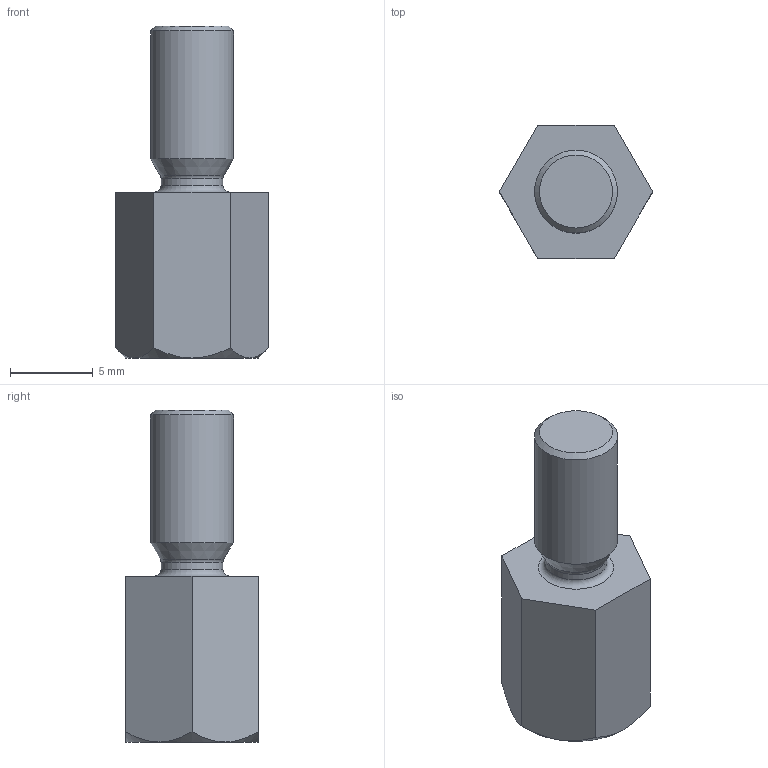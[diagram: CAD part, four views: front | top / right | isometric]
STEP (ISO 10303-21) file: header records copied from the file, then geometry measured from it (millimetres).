
FILE_DESCRIPTION(('CAx-IF Rec.Pracs.---Model Styling and Organization---1.5---2016-08-15','CAx-IF Rec.Pracs.---Geometric and Assembly Validation Properties---4.4---2016-08-17','CAx-IF Rec.Pracs.---User Defined Attributes---1.5---2016-08-15','CAx-IF Rec.Pracs.---External References---2.1---2005-01-19'),'2;1');
FILE_NAME('2346751.step','2023-11-28T22:24:50',('Unspecified'),('Unspecified'),'CAD Exchanger 3.10.2 (cadexchanger.com)','Unspecified','');
FILE_SCHEMA(('AUTOMOTIVE_DESIGN { 1 0 10303 214 1 1 1 1 }'));
Length unit declared in the file: millimetre
Products named in the file (1): 1
Bounding box: 9.24 x 8 x 20 mm (x, y, z)
Volume: 614.9 mm3; surface area: 654.5 mm2
Topology: 1 solids, 1 shells, 25 faces, 58 edges, 36 vertices
Faces by surface type: cone 10, plane 9, cylinder 4, torus 2
Full cylindrical faces by diameter (mm): 3.73 x1, 4.134 x2, 5 x1
Entity records: 937 total; most frequent: CARTESIAN_POINT 209, ORIENTED_EDGE 114, DIRECTION 98, EDGE_CURVE 57, AXIS2_PLACEMENT_3D 43, VERTEX_POINT 36, FACE_BOUND 27, EDGE_LOOP 27
